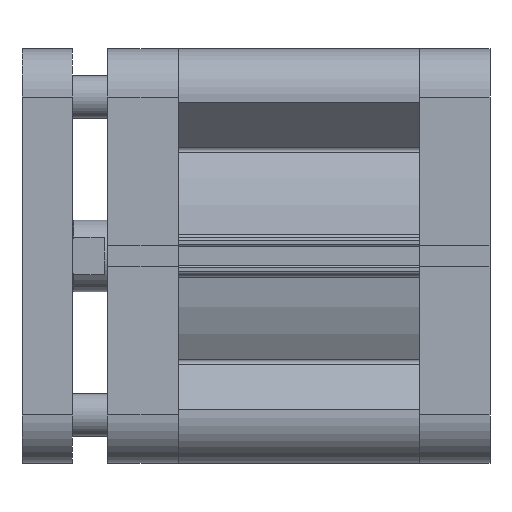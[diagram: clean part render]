
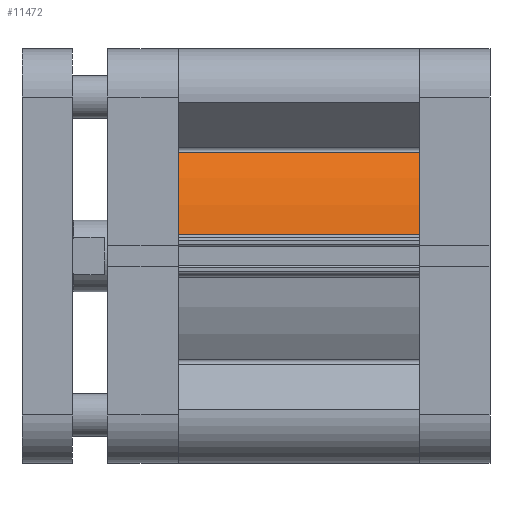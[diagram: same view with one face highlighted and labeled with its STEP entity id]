
A CAD part, front view. The second image highlights one B-rep face of the part: STEP entity #11472.
In plain terms, the highlighted cylindrical face has radius 53.5 mm (diameter 107 mm), a partial arc.
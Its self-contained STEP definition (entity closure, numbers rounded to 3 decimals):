
#396 = ORIENTED_EDGE ( 'NONE', *, *, #2685, .T. ) ;
#397 = ORIENTED_EDGE ( 'NONE', *, *, #2714, .F. ) ;
#399 = ORIENTED_EDGE ( 'NONE', *, *, #2687, .T. ) ;
#400 = ORIENTED_EDGE ( 'NONE', *, *, #2686, .T. ) ;
#541 = EDGE_LOOP ( 'NONE', ( #400, #399, #397, #396 ) ) ;
#2685 = EDGE_CURVE ( 'NONE', #4110, #4082, #8693, .T. ) ;
#2686 = EDGE_CURVE ( 'NONE', #4082, #3771, #8698, .T. ) ;
#2687 = EDGE_CURVE ( 'NONE', #3771, #3824, #8690, .T. ) ;
#2714 = EDGE_CURVE ( 'NONE', #4110, #3824, #8738, .T. ) ;
#3771 = VERTEX_POINT ( 'NONE', #10837 ) ;
#3824 = VERTEX_POINT ( 'NONE', #10875 ) ;
#4082 = VERTEX_POINT ( 'NONE', #4534 ) ;
#4110 = VERTEX_POINT ( 'NONE', #4556 ) ;
#4534 = CARTESIAN_POINT ( 'NONE',  ( 6.135, -53.147, 0. ) ) ;
#4556 = CARTESIAN_POINT ( 'NONE',  ( 6.135, -53.147, 67.5 ) ) ;
#6354 = FACE_OUTER_BOUND ( 'NONE', #541, .T. ) ;
#6357 = CYLINDRICAL_SURFACE ( 'NONE', #8620, 53.5 ) ;
#6597 = DIRECTION ( 'NONE',  ( -1., 0., 0. ) ) ;
#6598 = DIRECTION ( 'NONE',  ( 0., 0., -1. ) ) ;
#6599 = CARTESIAN_POINT ( 'NONE',  ( 0., 0., 67.5 ) ) ;
#7514 = CARTESIAN_POINT ( 'NONE',  ( 6.135, -53.147, 67.5 ) ) ;
#7522 = DIRECTION ( 'NONE',  ( 0., 0., -1. ) ) ;
#7523 = CARTESIAN_POINT ( 'NONE',  ( 0., 0., 0. ) ) ;
#7525 = DIRECTION ( 'NONE',  ( 0., 0., 1. ) ) ;
#7526 = DIRECTION ( 'NONE',  ( 1., 0., 0. ) ) ;
#7527 = CARTESIAN_POINT ( 'NONE',  ( 28.996, -44.961, 67.5 ) ) ;
#7528 = DIRECTION ( 'NONE',  ( 0., 0., 1. ) ) ;
#7584 = CARTESIAN_POINT ( 'NONE',  ( 0., 0., 67.5 ) ) ;
#7596 = DIRECTION ( 'NONE',  ( 0., 0., 1. ) ) ;
#7597 = DIRECTION ( 'NONE',  ( 1., 0., 0. ) ) ;
#8027 = AXIS2_PLACEMENT_3D ( 'NONE', #7523, #7525, #7526 ) ;
#8050 = AXIS2_PLACEMENT_3D ( 'NONE', #7584, #7596, #7597 ) ;
#8620 = AXIS2_PLACEMENT_3D ( 'NONE', #6599, #6598, #6597 ) ;
#8689 = VECTOR ( 'NONE', #7522, 1000. ) ;
#8690 = LINE ( 'NONE', #7527, #8692 ) ;
#8692 = VECTOR ( 'NONE', #7528, 1000. ) ;
#8693 = LINE ( 'NONE', #7514, #8689 ) ;
#8698 = CIRCLE ( 'NONE', #8027, 53.5 ) ;
#8738 = CIRCLE ( 'NONE', #8050, 53.5 ) ;
#10837 = CARTESIAN_POINT ( 'NONE',  ( 28.996, -44.961, 0. ) ) ;
#10875 = CARTESIAN_POINT ( 'NONE',  ( 28.996, -44.961, 67.5 ) ) ;
#11472 = ADVANCED_FACE ( 'NONE', ( #6354 ), #6357, .T. ) ;
